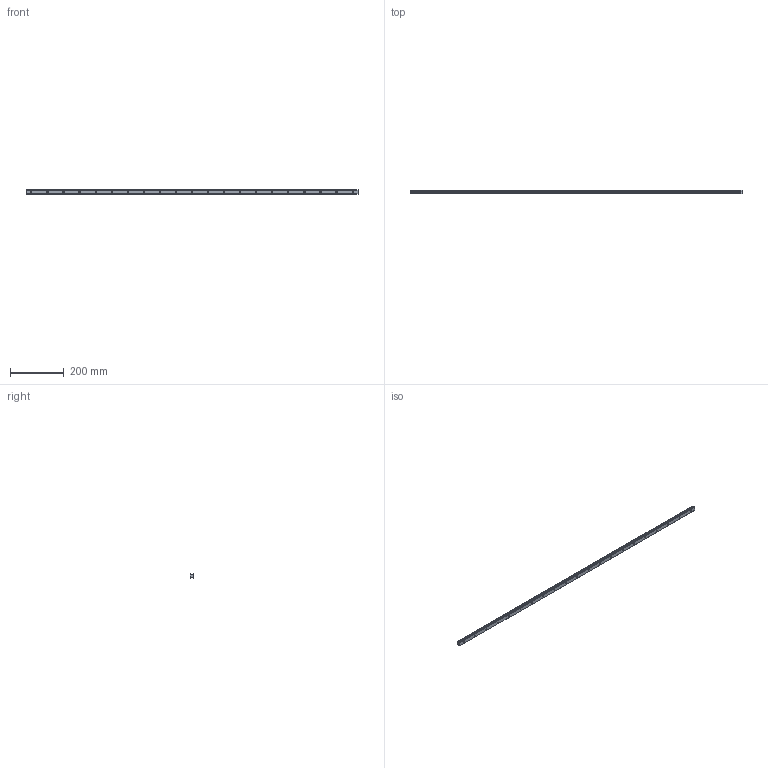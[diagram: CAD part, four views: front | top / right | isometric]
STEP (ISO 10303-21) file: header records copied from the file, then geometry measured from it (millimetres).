
FILE_DESCRIPTION (( 'STEP AP214' ), '1' );
FILE_NAME ('SHS15 1240L G20.STEP', '2021-05-25T12:19:22', ( '' ), ( '' ), 'SwSTEP 2.0', 'SolidWorks 2021', '' );
FILE_SCHEMA (( 'AUTOMOTIVE_DESIGN' ));
Length unit declared in the file: millimetre
Products named in the file (2): _SHS15C124020 Track; SHS15 1240L G20
Assembly tree (1 placements, depth 2):
  SHS15 1240L G20
    _SHS15C124020 Track
Bounding box: 1240 x 13 x 15 mm (x, y, z)
Volume: 200414.8 mm3; surface area: 74754.4 mm2
Topology: 1 solids, 1 shells, 150 faces, 381 edges, 254 vertices
Faces by surface type: cylinder 107, plane 43
Entity records: 4789 total; most frequent: DIRECTION 903, CARTESIAN_POINT 789, ORIENTED_EDGE 762, EDGE_CURVE 381, AXIS2_PLACEMENT_3D 368, VERTEX_POINT 254, CIRCLE 214, EDGE_LOOP 213
